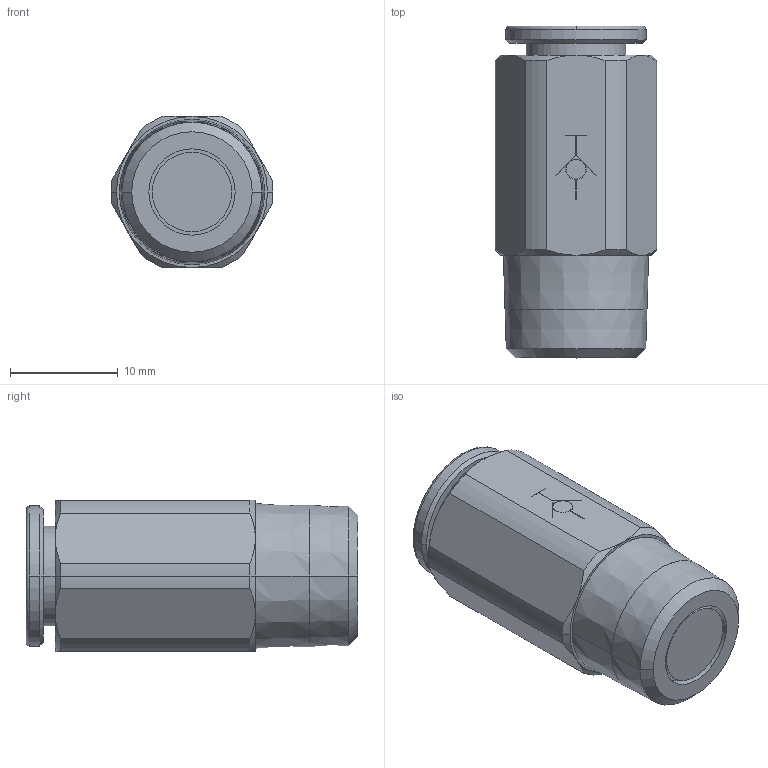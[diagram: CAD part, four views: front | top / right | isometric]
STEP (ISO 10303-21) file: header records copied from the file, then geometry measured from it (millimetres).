
FILE_DESCRIPTION(('STEP AP214'),'1');
FILE_NAME('3091_08_13.stp','2016-07-07T14:54:28',('TraceParts'),('TraceParts S.A.'),'Spatial InterOp 3D',' ',' ');
FILE_SCHEMA(('automotive_design'));
Length unit declared in the file: millimetre
Products named in the file (1): 1
Bounding box: 15 x 30.75 x 14 mm (x, y, z)
Volume: 3553.1 mm3; surface area: 2391.6 mm2
Topology: 1 solids, 1 shells, 92 faces, 220 edges, 141 vertices
Faces by surface type: plane 39, cylinder 27, cone 24, torus 2
Entity records: 2718 total; most frequent: CARTESIAN_POINT 550, DIRECTION 473, ORIENTED_EDGE 440, EDGE_CURVE 220, AXIS2_PLACEMENT_3D 184, VERTEX_POINT 141, LINE 105, VECTOR 105
